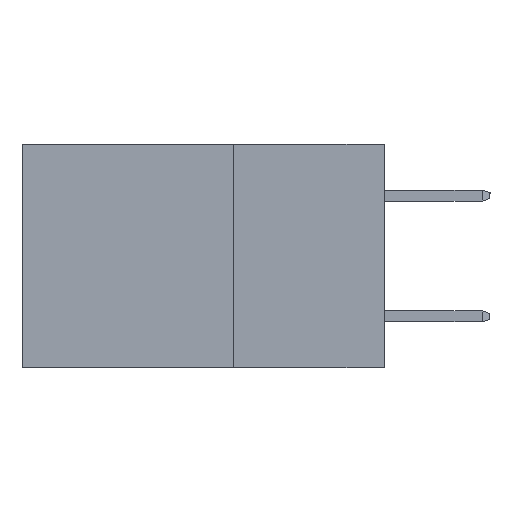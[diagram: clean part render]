
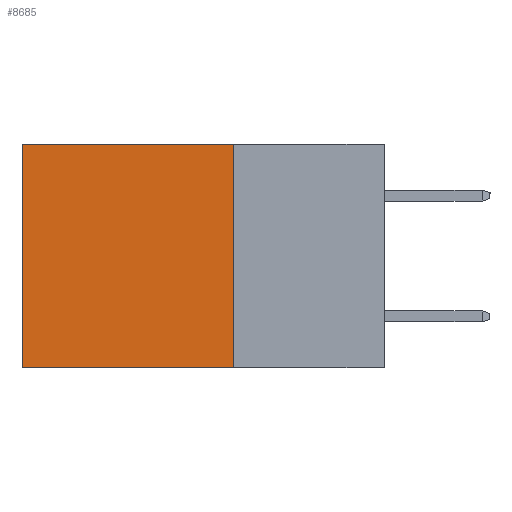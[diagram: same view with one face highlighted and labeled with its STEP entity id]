
A CAD part, left-side view. The second image highlights one B-rep face of the part: STEP entity #8685.
In plain terms, the highlighted planar face has unit normal (-1, 0, 0).
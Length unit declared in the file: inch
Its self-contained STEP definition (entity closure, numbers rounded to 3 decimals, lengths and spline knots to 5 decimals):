
#240 = EDGE_CURVE ( 'NONE', #5094, #7372, #3832, .T. ) ;
#366 = CARTESIAN_POINT ( 'NONE',  ( 0.2615, 0.25, -0.37 ) ) ;
#996 = LINE ( 'NONE', #9328, #1690 ) ;
#1354 = EDGE_CURVE ( 'NONE', #6883, #7372, #996, .T. ) ;
#1406 = EDGE_LOOP ( 'NONE', ( #11262, #4600, #9288, #7165 ) ) ;
#1661 = DIRECTION ( 'NONE',  ( 0., 0., -1. ) ) ;
#1690 = VECTOR ( 'NONE', #4713, 39.37008 ) ;
#2349 = DIRECTION ( 'NONE',  ( 0., 0., -1. ) ) ;
#2486 = DIRECTION ( 'NONE',  ( 0., 1., 0. ) ) ;
#3832 = LINE ( 'NONE', #7465, #6534 ) ;
#4065 = VECTOR ( 'NONE', #2349, 39.37008 ) ;
#4178 = LINE ( 'NONE', #8902, #10971 ) ;
#4600 = ORIENTED_EDGE ( 'NONE', *, *, #1354, .F. ) ;
#4713 = DIRECTION ( 'NONE',  ( 0., 1., 0. ) ) ;
#5094 = VERTEX_POINT ( 'NONE', #7631 ) ;
#5170 = EDGE_CURVE ( 'NONE', #9266, #5094, #4178, .T. ) ;
#5409 = DIRECTION ( 'NONE',  ( 1., 0., 0. ) ) ;
#6035 = EDGE_CURVE ( 'NONE', #9266, #6883, #8701, .T. ) ;
#6365 = FACE_OUTER_BOUND ( 'NONE', #1406, .T. ) ;
#6534 = VECTOR ( 'NONE', #1661, 39.37008 ) ;
#6634 = CARTESIAN_POINT ( 'NONE',  ( 0.2615, 0.25, -0.37 ) ) ;
#6883 = VERTEX_POINT ( 'NONE', #6634 ) ;
#7165 = ORIENTED_EDGE ( 'NONE', *, *, #5170, .T. ) ;
#7335 = AXIS2_PLACEMENT_3D ( 'NONE', #10810, #5409, #9062 ) ;
#7372 = VERTEX_POINT ( 'NONE', #8577 ) ;
#7465 = CARTESIAN_POINT ( 'NONE',  ( 0.2615, 0.6, -0.37 ) ) ;
#7631 = CARTESIAN_POINT ( 'NONE',  ( 0.2615, 0.6, 0. ) ) ;
#8095 = PLANE ( 'NONE',  #7335 ) ;
#8577 = CARTESIAN_POINT ( 'NONE',  ( 0.2615, 0.6, -0.37 ) ) ;
#8685 = ADVANCED_FACE ( 'NONE', ( #6365 ), #8095, .F. ) ;
#8701 = LINE ( 'NONE', #366, #4065 ) ;
#8902 = CARTESIAN_POINT ( 'NONE',  ( 0.2615, 0.25, 0. ) ) ;
#9062 = DIRECTION ( 'NONE',  ( 0., 0., -1. ) ) ;
#9266 = VERTEX_POINT ( 'NONE', #10280 ) ;
#9288 = ORIENTED_EDGE ( 'NONE', *, *, #6035, .F. ) ;
#9328 = CARTESIAN_POINT ( 'NONE',  ( 0.2615, 0.25, -0.37 ) ) ;
#10280 = CARTESIAN_POINT ( 'NONE',  ( 0.2615, 0.25, 0. ) ) ;
#10810 = CARTESIAN_POINT ( 'NONE',  ( 0.2615, 0.25, -0.37 ) ) ;
#10971 = VECTOR ( 'NONE', #2486, 39.37008 ) ;
#11262 = ORIENTED_EDGE ( 'NONE', *, *, #240, .T. ) ;
